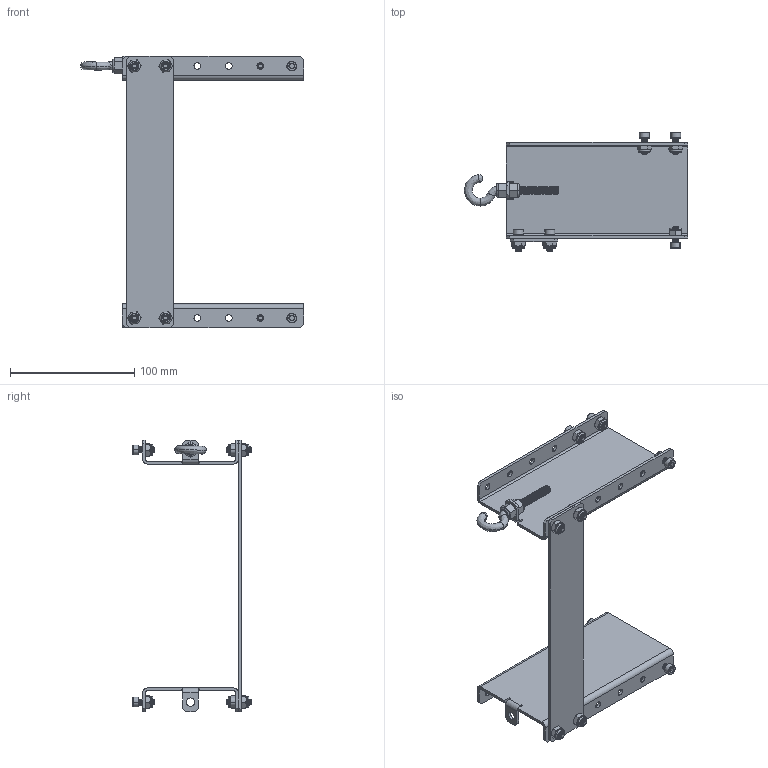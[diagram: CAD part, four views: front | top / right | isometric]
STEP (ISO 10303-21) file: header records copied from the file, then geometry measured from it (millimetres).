
FILE_DESCRIPTION (( 'STEP AP214' ), '1' );
FILE_NAME ('am-2939 AM14U2 Battery Tray.STEP', '2014-12-18T22:35:35', ( '' ), ( '' ), 'SwSTEP 2.0', 'SolidWorks 2014', '' );
FILE_SCHEMA (( 'AUTOMOTIVE_DESIGN' ));
Length unit declared in the file: millimetre
Products named in the file (7): am-2939 AM14U2 Battery Tray; Battery Holder; Lower strap; 14-20 Open Eye Bolt 9490T4; 14-20 Nylock Nut_97135A210; 10-32x0500 - Mcm 91251A342_91251A342; 10-32 Nylock Nut
Assembly tree (26 placements, depth 2):
  am-2939 AM14U2 Battery Tray
    Battery Holder  x2
    Lower strap
    14-20 Open Eye Bolt 9490T4
    14-20 Nylock Nut_97135A210  x2
    10-32x0500 - Mcm 91251A342_91251A342  x10
    10-32 Nylock Nut  x10
Bounding box: 179.94 x 95.89 x 219.07 mm (x, y, z)
Volume: 102076.1 mm3; surface area: 97883.9 mm2
Topology: 28 solids, 28 shells, 1695 faces, 4371 edges, 2764 vertices
Faces by surface type: cylinder 1020, plane 282, cone 209, bspline 152, torus 32
Entity records: 21714 total; most frequent: CARTESIAN_POINT 11245, ORIENTED_EDGE 2452, DIRECTION 1823, EDGE_CURVE 1226, VERTEX_POINT 785, AXIS2_PLACEMENT_3D 689, EDGE_LOOP 505, ADVANCED_FACE 460
